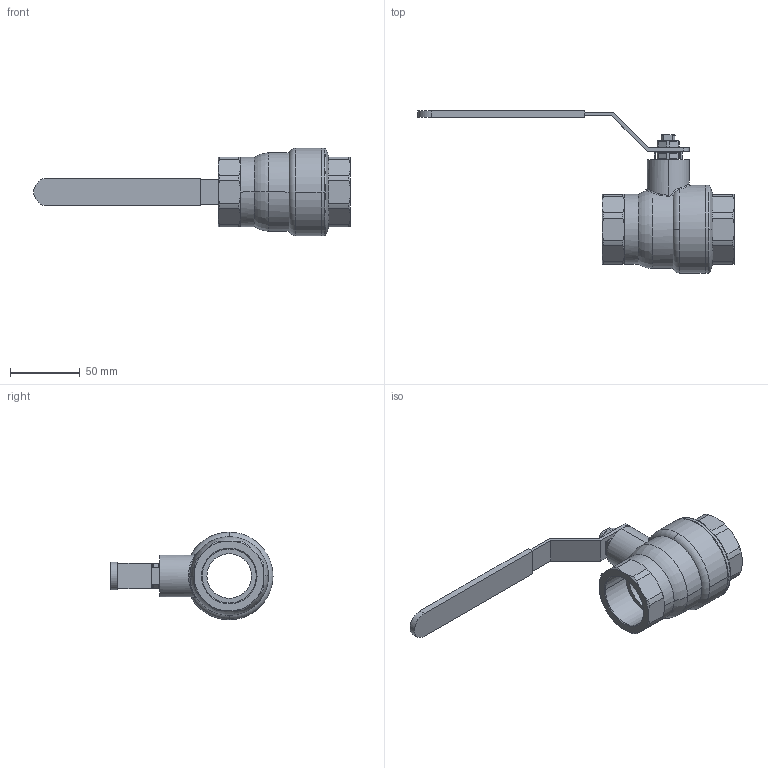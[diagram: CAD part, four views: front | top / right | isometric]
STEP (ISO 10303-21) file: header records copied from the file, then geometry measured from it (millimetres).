
FILE_DESCRIPTION(('CoCreate Modeling STEP Export'),'2;1');
FILE_NAME('900-1_1_4-STEP-KUNDE.stp','2014-10-23T12:47:08',(''),(''),'CoCreate Modeling STEP processor for AP214 (Solid Model)','CoCreate Modeling 16.50A 01-Dec-2009 (C) Parametric Technology GmbH','');
FILE_SCHEMA(('AUTOMOTIVE_DESIGN { 1 0 10303 214 1 1 1 1 }'));
Length unit declared in the file: millimetre
Products named in the file (8): Ummantelung_032-040; Hebel_032-040; Mutterhalteplatte_M10; Mutter_M10-flach_par; 8.103.032; Assem1; 900-07.stp
Assembly tree (8 placements, depth 4):
  900-07.stp
    Assem1
      8.103.032
      Mutter_M10-flach_par  x2
      Mutterhalteplatte_M10
      Hebel_032-040
        Hebel_032-040
        Ummantelung_032-040
Bounding box: 227.5 x 116.5 x 63 mm (x, y, z)
Volume: 171804 mm3; surface area: 54525.7 mm2
Topology: 6 solids, 6 shells, 235 faces, 640 edges, 423 vertices
Faces by surface type: plane 126, cylinder 58, cone 40, torus 7, bspline 4
Entity records: 8972 total; most frequent: CARTESIAN_POINT 2290, ORIENTED_EDGE 1096, DIRECTION 917, EDGE_CURVE 548, VERTEX_POINT 361, AXIS2_PLACEMENT_3D 322, VECTOR 273, LINE 273
